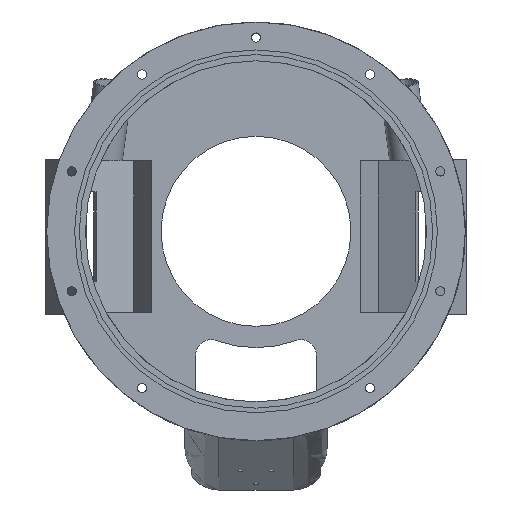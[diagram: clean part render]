
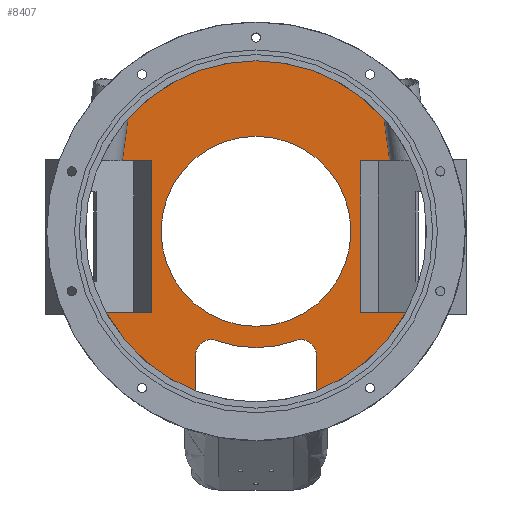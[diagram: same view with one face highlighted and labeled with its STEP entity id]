
A CAD part, front view. The second image highlights one B-rep face of the part: STEP entity #8407.
In plain terms, the highlighted planar face has unit normal (0, -1, 0).
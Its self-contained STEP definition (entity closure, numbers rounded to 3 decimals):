
#86=FACE_BOUND('',#2621,.T.);
#333=LINE('',#12884,#1144);
#348=LINE('',#12914,#1159);
#359=LINE('',#12945,#1170);
#360=LINE('',#12949,#1171);
#361=LINE('',#12957,#1172);
#362=LINE('',#12961,#1173);
#363=LINE('',#12963,#1174);
#364=LINE('',#12964,#1175);
#1144=VECTOR('',#9552,10.);
#1159=VECTOR('',#9577,10.);
#1170=VECTOR('',#9612,10.);
#1171=VECTOR('',#9615,10.);
#1172=VECTOR('',#9622,10.);
#1173=VECTOR('',#9625,10.);
#1174=VECTOR('',#9626,10.);
#1175=VECTOR('',#9627,10.);
#1778=CIRCLE('',#8927,110.);
#1779=CIRCLE('',#8929,110.);
#1780=CIRCLE('',#8930,10.);
#1781=CIRCLE('',#8931,75.);
#1782=CIRCLE('',#8932,10.);
#1783=CIRCLE('',#8933,110.);
#1784=CIRCLE('',#8934,61.25);
#1869=PLANE('',#8925);
#2127=FACE_OUTER_BOUND('',#2620,.T.);
#2620=EDGE_LOOP('',(#6123,#6124,#6125,#6126,#6127,#6128,#6129,#6130,#6131,
#6132,#6133,#6134,#6135,#6136,#6137,#6138));
#2621=EDGE_LOOP('',(#6139));
#3135=ELLIPSE('',#8926,55.768,12.5);
#3136=ELLIPSE('',#8928,55.768,12.5);
#3867=VERTEX_POINT('',#12881);
#3868=VERTEX_POINT('',#12883);
#3878=VERTEX_POINT('',#12913);
#3883=VERTEX_POINT('',#12938);
#3884=VERTEX_POINT('',#12939);
#3885=VERTEX_POINT('',#12941);
#3886=VERTEX_POINT('',#12943);
#3887=VERTEX_POINT('',#12946);
#3888=VERTEX_POINT('',#12948);
#3889=VERTEX_POINT('',#12950);
#3890=VERTEX_POINT('',#12952);
#3891=VERTEX_POINT('',#12954);
#3892=VERTEX_POINT('',#12956);
#3893=VERTEX_POINT('',#12958);
#3894=VERTEX_POINT('',#12960);
#3895=VERTEX_POINT('',#12962);
#3896=VERTEX_POINT('',#12965);
#4740=EDGE_CURVE('',#3867,#3868,#333,.T.);
#4755=EDGE_CURVE('',#3868,#3878,#348,.T.);
#4767=EDGE_CURVE('',#3883,#3884,#3135,.T.);
#4768=EDGE_CURVE('',#3883,#3885,#1778,.T.);
#4769=EDGE_CURVE('',#3886,#3885,#3136,.T.);
#4770=EDGE_CURVE('',#3878,#3886,#359,.T.);
#4771=EDGE_CURVE('',#3867,#3887,#1779,.T.);
#4772=EDGE_CURVE('',#3887,#3888,#360,.T.);
#4773=EDGE_CURVE('',#3888,#3889,#1780,.T.);
#4774=EDGE_CURVE('',#3889,#3890,#1781,.T.);
#4775=EDGE_CURVE('',#3890,#3891,#1782,.T.);
#4776=EDGE_CURVE('',#3891,#3892,#361,.T.);
#4777=EDGE_CURVE('',#3892,#3893,#1783,.T.);
#4778=EDGE_CURVE('',#3894,#3893,#362,.T.);
#4779=EDGE_CURVE('',#3895,#3894,#363,.T.);
#4780=EDGE_CURVE('',#3884,#3895,#364,.T.);
#4781=EDGE_CURVE('',#3896,#3896,#1784,.T.);
#6123=ORIENTED_EDGE('',*,*,#4767,.F.);
#6124=ORIENTED_EDGE('',*,*,#4768,.T.);
#6125=ORIENTED_EDGE('',*,*,#4769,.F.);
#6126=ORIENTED_EDGE('',*,*,#4770,.F.);
#6127=ORIENTED_EDGE('',*,*,#4755,.F.);
#6128=ORIENTED_EDGE('',*,*,#4740,.F.);
#6129=ORIENTED_EDGE('',*,*,#4771,.T.);
#6130=ORIENTED_EDGE('',*,*,#4772,.T.);
#6131=ORIENTED_EDGE('',*,*,#4773,.T.);
#6132=ORIENTED_EDGE('',*,*,#4774,.T.);
#6133=ORIENTED_EDGE('',*,*,#4775,.T.);
#6134=ORIENTED_EDGE('',*,*,#4776,.T.);
#6135=ORIENTED_EDGE('',*,*,#4777,.T.);
#6136=ORIENTED_EDGE('',*,*,#4778,.F.);
#6137=ORIENTED_EDGE('',*,*,#4779,.F.);
#6138=ORIENTED_EDGE('',*,*,#4780,.F.);
#6139=ORIENTED_EDGE('',*,*,#4781,.F.);
#8407=ADVANCED_FACE('',(#2127,#86),#1869,.T.);
#8925=AXIS2_PLACEMENT_3D('',#12937,#9604,#9605);
#8926=AXIS2_PLACEMENT_3D('',#12940,#9606,#9607);
#8927=AXIS2_PLACEMENT_3D('',#12942,#9608,#9609);
#8928=AXIS2_PLACEMENT_3D('',#12944,#9610,#9611);
#8929=AXIS2_PLACEMENT_3D('',#12947,#9613,#9614);
#8930=AXIS2_PLACEMENT_3D('',#12951,#9616,#9617);
#8931=AXIS2_PLACEMENT_3D('',#12953,#9618,#9619);
#8932=AXIS2_PLACEMENT_3D('',#12955,#9620,#9621);
#8933=AXIS2_PLACEMENT_3D('',#12959,#9623,#9624);
#8934=AXIS2_PLACEMENT_3D('',#12966,#9628,#9629);
#9552=DIRECTION('',(1.,0.,0.));
#9577=DIRECTION('',(0.,0.,1.));
#9604=DIRECTION('center_axis',(0.,-1.,0.));
#9605=DIRECTION('ref_axis',(0.,0.,-1.));
#9606=DIRECTION('center_axis',(0.,-1.,0.));
#9607=DIRECTION('ref_axis',(0.133,0.,-0.991));
#9608=DIRECTION('center_axis',(0.,-1.,0.));
#9609=DIRECTION('ref_axis',(1.,0.,0.));
#9610=DIRECTION('center_axis',(0.,-1.,0.));
#9611=DIRECTION('ref_axis',(-0.133,0.,-0.991));
#9612=DIRECTION('',(-1.,0.,0.));
#9613=DIRECTION('center_axis',(0.,-1.,0.));
#9614=DIRECTION('ref_axis',(1.,0.,0.));
#9615=DIRECTION('',(0.,0.,1.));
#9616=DIRECTION('center_axis',(0.,1.,0.));
#9617=DIRECTION('ref_axis',(-1.,0.,0.));
#9618=DIRECTION('center_axis',(0.,-1.,0.));
#9619=DIRECTION('ref_axis',(-0.341,0.,0.94));
#9620=DIRECTION('center_axis',(0.,1.,0.));
#9621=DIRECTION('ref_axis',(-0.341,0.,0.94));
#9622=DIRECTION('',(0.,0.,-1.));
#9623=DIRECTION('center_axis',(0.,-1.,0.));
#9624=DIRECTION('ref_axis',(1.,0.,0.));
#9625=DIRECTION('',(1.,0.,0.));
#9626=DIRECTION('',(0.,0.,-1.));
#9627=DIRECTION('',(-1.,0.,0.));
#9628=DIRECTION('center_axis',(0.,-1.,0.));
#9629=DIRECTION('ref_axis',(1.,0.,0.));
#12881=CARTESIAN_POINT('',(-96.665,95.5,-52.496));
#12883=CARTESIAN_POINT('',(-67.08,95.5,-52.496));
#12884=CARTESIAN_POINT('',(-23.963,95.5,-52.496));
#12913=CARTESIAN_POINT('',(-67.08,95.5,45.504));
#12914=CARTESIAN_POINT('',(-67.08,95.5,22.752));
#12937=CARTESIAN_POINT('Origin',(61.25,95.5,0.));
#12938=CARTESIAN_POINT('',(91.738,95.5,60.698));
#12939=CARTESIAN_POINT('',(89.237,95.5,45.504));
#12940=CARTESIAN_POINT('Origin',(103.453,95.5,10.625));
#12941=CARTESIAN_POINT('',(-91.738,95.5,60.698));
#12942=CARTESIAN_POINT('Origin',(0.,95.5,0.));
#12943=CARTESIAN_POINT('',(-89.237,95.5,45.504));
#12944=CARTESIAN_POINT('Origin',(-103.453,95.5,10.625));
#12945=CARTESIAN_POINT('',(-51.242,95.5,45.504));
#12946=CARTESIAN_POINT('',(-39.,95.5,-102.854));
#12947=CARTESIAN_POINT('Origin',(0.,95.5,0.));
#12948=CARTESIAN_POINT('',(-39.,95.5,-79.9));
#12949=CARTESIAN_POINT('',(-39.,95.5,-39.95));
#12950=CARTESIAN_POINT('',(-25.588,95.5,-70.5));
#12951=CARTESIAN_POINT('Origin',(-29.,95.5,-79.9));
#12952=CARTESIAN_POINT('',(25.588,95.5,-70.5));
#12953=CARTESIAN_POINT('Origin',(0.,95.5,0.));
#12954=CARTESIAN_POINT('',(39.,95.5,-79.9));
#12955=CARTESIAN_POINT('Origin',(29.,95.5,-79.9));
#12956=CARTESIAN_POINT('',(39.,95.5,-102.854));
#12957=CARTESIAN_POINT('',(39.,95.5,-67.5));
#12958=CARTESIAN_POINT('',(96.665,95.5,-52.496));
#12959=CARTESIAN_POINT('Origin',(0.,95.5,0.));
#12960=CARTESIAN_POINT('',(67.08,95.5,-52.496));
#12961=CARTESIAN_POINT('',(23.963,95.5,-52.496));
#12962=CARTESIAN_POINT('',(67.08,95.5,45.504));
#12963=CARTESIAN_POINT('',(67.08,95.5,22.752));
#12964=CARTESIAN_POINT('',(51.242,95.5,45.504));
#12965=CARTESIAN_POINT('',(-61.25,95.5,0.));
#12966=CARTESIAN_POINT('Origin',(0.,95.5,0.));
